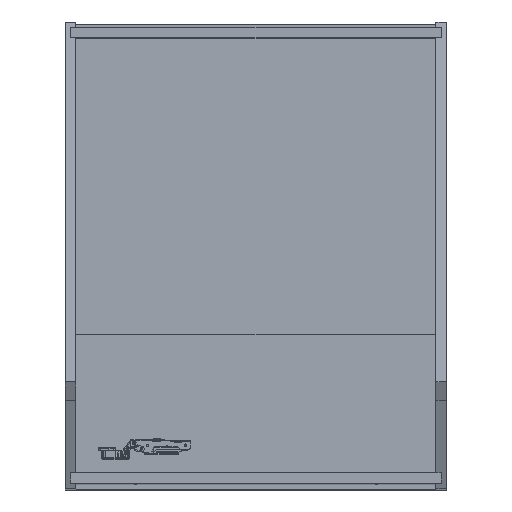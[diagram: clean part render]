
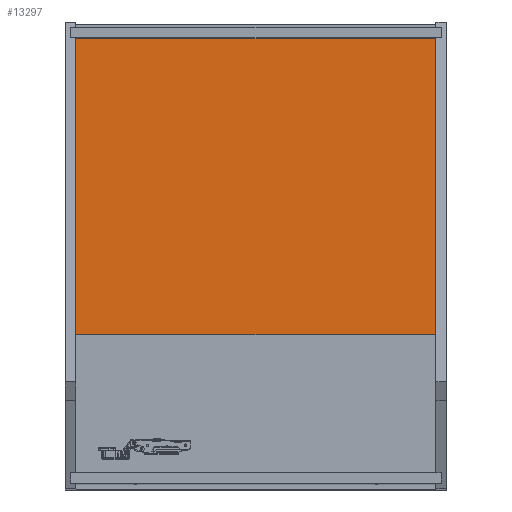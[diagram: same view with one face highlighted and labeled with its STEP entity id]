
A CAD part, top view. The second image highlights one B-rep face of the part: STEP entity #13297.
In plain terms, the highlighted planar face has unit normal (0, 0, 1).
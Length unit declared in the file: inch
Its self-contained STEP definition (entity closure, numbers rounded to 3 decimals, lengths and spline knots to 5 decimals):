
#1409=FACE_OUTER_BOUND('',#2223,.T.);
#2223=EDGE_LOOP('',(#9013,#9014,#9015,#9016));
#3166=LINE('',#20063,#4407);
#3170=LINE('',#20070,#4411);
#3171=LINE('',#20073,#4412);
#3172=LINE('',#20074,#4413);
#4407=VECTOR('',#15825,0.3937);
#4411=VECTOR('',#15831,0.3937);
#4412=VECTOR('',#15834,0.3937);
#4413=VECTOR('',#15835,0.3937);
#5620=VERTEX_POINT('',#20060);
#5621=VERTEX_POINT('',#20062);
#5623=VERTEX_POINT('',#20068);
#5624=VERTEX_POINT('',#20072);
#6911=EDGE_CURVE('',#5620,#5621,#3166,.T.);
#6915=EDGE_CURVE('',#5623,#5620,#3170,.T.);
#6916=EDGE_CURVE('',#5624,#5623,#3171,.T.);
#6917=EDGE_CURVE('',#5624,#5621,#3172,.T.);
#9013=ORIENTED_EDGE('',*,*,#6915,.F.);
#9014=ORIENTED_EDGE('',*,*,#6916,.F.);
#9015=ORIENTED_EDGE('',*,*,#6917,.T.);
#9016=ORIENTED_EDGE('',*,*,#6911,.F.);
#12900=PLANE('',#14215);
#13297=ADVANCED_FACE('',(#1409),#12900,.T.);
#14215=AXIS2_PLACEMENT_3D('',#20071,#15832,#15833);
#15825=DIRECTION('',(0.,-1.,0.));
#15831=DIRECTION('',(1.,0.,0.));
#15832=DIRECTION('center_axis',(0.,0.,1.));
#15833=DIRECTION('ref_axis',(0.,1.,0.));
#15834=DIRECTION('',(0.,1.,0.));
#15835=DIRECTION('',(1.,0.,0.));
#20060=CARTESIAN_POINT('',(17.75303,19.19502,43.38095));
#20062=CARTESIAN_POINT('',(17.75303,5.19548,43.38095));
#20063=CARTESIAN_POINT('',(17.75303,5.19548,43.38095));
#20068=CARTESIAN_POINT('',(0.25303,19.19502,43.38095));
#20070=CARTESIAN_POINT('',(0.50303,19.19502,43.38095));
#20071=CARTESIAN_POINT('Origin',(0.50303,5.19548,43.38095));
#20072=CARTESIAN_POINT('',(0.25303,5.19548,43.38095));
#20073=CARTESIAN_POINT('',(0.25303,5.19548,43.38095));
#20074=CARTESIAN_POINT('',(0.50303,5.19548,43.38095));
